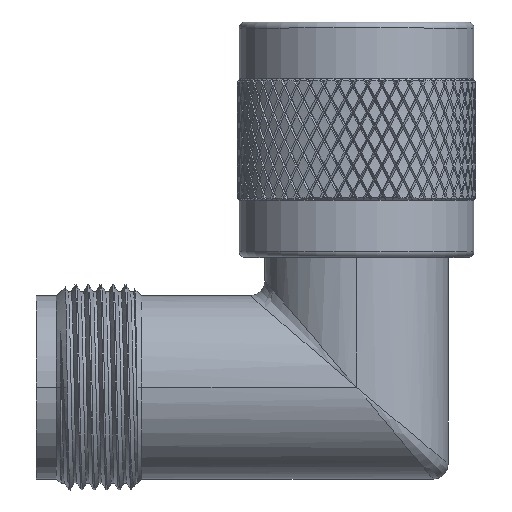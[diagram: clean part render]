
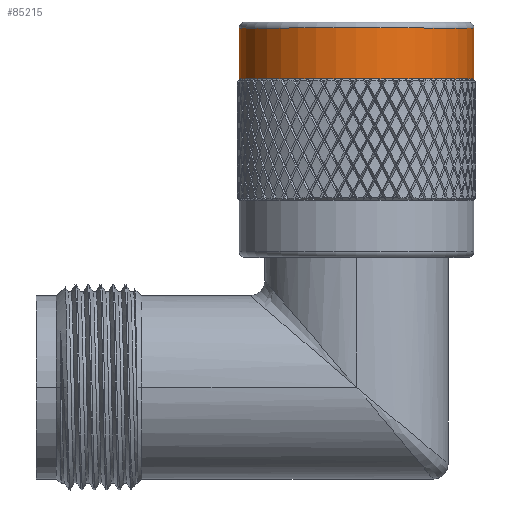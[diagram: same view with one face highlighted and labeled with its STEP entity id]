
A CAD part, top view. The second image highlights one B-rep face of the part: STEP entity #85215.
In plain terms, the highlighted cylindrical face has radius 9.985 mm (diameter 19.97 mm), a partial arc.
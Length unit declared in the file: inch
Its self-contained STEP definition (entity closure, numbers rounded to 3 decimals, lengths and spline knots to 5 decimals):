
#5691 = CARTESIAN_POINT ( 'NONE',  ( 0.67996, 1.03293, 0. ) ) ;
#7167 = ORIENTED_EDGE ( 'NONE', *, *, #107504, .T. ) ;
#13650 = DIRECTION ( 'NONE',  ( 0., 1., 0. ) ) ;
#17047 = LINE ( 'NONE', #79621, #35598 ) ;
#21482 = ORIENTED_EDGE ( 'NONE', *, *, #79558, .F. ) ;
#21849 = CIRCLE ( 'NONE', #115620, 0.3931 ) ;
#24359 = DIRECTION ( 'NONE',  ( -1., 0., 0. ) ) ;
#27893 = ORIENTED_EDGE ( 'NONE', *, *, #83368, .T. ) ;
#28020 = FACE_OUTER_BOUND ( 'NONE', #100972, .T. ) ;
#28817 = CARTESIAN_POINT ( 'NONE',  ( 1.46616, 1.20306, 0. ) ) ;
#29525 = CARTESIAN_POINT ( 'NONE',  ( 0.67996, 1.20306, 0. ) ) ;
#35598 = VECTOR ( 'NONE', #61172, 39.37008 ) ;
#36615 = LINE ( 'NONE', #64045, #97532 ) ;
#39324 = CYLINDRICAL_SURFACE ( 'NONE', #46350, 0.3931 ) ;
#41982 = EDGE_CURVE ( 'NONE', #101392, #52244, #21849, .T. ) ;
#46350 = AXIS2_PLACEMENT_3D ( 'NONE', #75669, #13650, #24359 ) ;
#52244 = VERTEX_POINT ( 'NONE', #29525 ) ;
#54115 = VERTEX_POINT ( 'NONE', #5691 ) ;
#56143 = ORIENTED_EDGE ( 'NONE', *, *, #41982, .T. ) ;
#57336 = DIRECTION ( 'NONE',  ( -1., 0., 0. ) ) ;
#61172 = DIRECTION ( 'NONE',  ( 0., 1., 0. ) ) ;
#64045 = CARTESIAN_POINT ( 'NONE',  ( 0.67996, 0.69682, 0. ) ) ;
#67263 = AXIS2_PLACEMENT_3D ( 'NONE', #76944, #114434, #57336 ) ;
#69701 = DIRECTION ( 'NONE',  ( 0., -1., 0. ) ) ;
#73434 = CARTESIAN_POINT ( 'NONE',  ( 1.46616, 1.03293, 0. ) ) ;
#74549 = VERTEX_POINT ( 'NONE', #73434 ) ;
#75669 = CARTESIAN_POINT ( 'NONE',  ( 1.07306, 0.69682, 0. ) ) ;
#76944 = CARTESIAN_POINT ( 'NONE',  ( 1.07306, 1.03293, 0. ) ) ;
#79218 = DIRECTION ( 'NONE',  ( 1., 0., 0. ) ) ;
#79558 = EDGE_CURVE ( 'NONE', #54115, #52244, #36615, .T. ) ;
#79621 = CARTESIAN_POINT ( 'NONE',  ( 1.46616, 0.69682, 0. ) ) ;
#83368 = EDGE_CURVE ( 'NONE', #54115, #74549, #114848, .T. ) ;
#85215 = ADVANCED_FACE ( 'NONE', ( #28020 ), #39324, .T. ) ;
#88113 = CARTESIAN_POINT ( 'NONE',  ( 1.07306, 1.20306, 0. ) ) ;
#97532 = VECTOR ( 'NONE', #100355, 39.37008 ) ;
#100355 = DIRECTION ( 'NONE',  ( 0., 1., 0. ) ) ;
#100972 = EDGE_LOOP ( 'NONE', ( #27893, #7167, #56143, #21482 ) ) ;
#101392 = VERTEX_POINT ( 'NONE', #28817 ) ;
#107504 = EDGE_CURVE ( 'NONE', #74549, #101392, #17047, .T. ) ;
#114434 = DIRECTION ( 'NONE',  ( 0., 1., 0. ) ) ;
#114848 = CIRCLE ( 'NONE', #67263, 0.3931 ) ;
#115620 = AXIS2_PLACEMENT_3D ( 'NONE', #88113, #69701, #79218 ) ;
